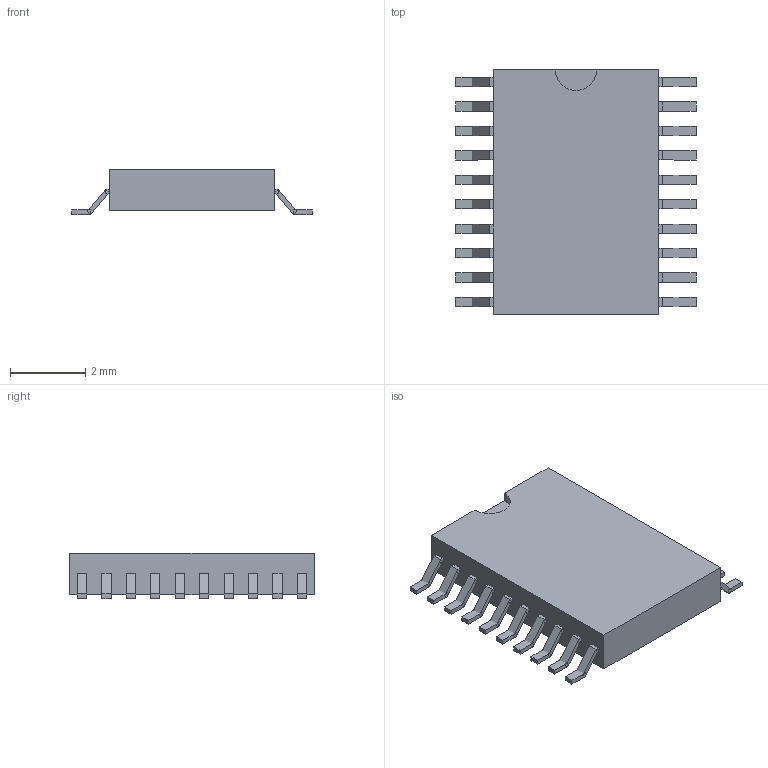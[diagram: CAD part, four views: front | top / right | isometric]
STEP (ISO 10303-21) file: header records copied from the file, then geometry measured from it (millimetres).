
FILE_DESCRIPTION(('FreeCAD Model'),'2;1');
FILE_NAME('PCM5102APWR','2017-08-07T09:41:22',( 'Author'),('SamacSys'),'','','Unknown' );
FILE_SCHEMA(('AUTOMOTIVE_DESIGN_CC2 { 1 2 10303 214 -1 1 5 4 }'));
Length unit declared in the file: millimetre
Products named in the file (62): ASSEMBLY; Pin1Ident; Leg0012; Foot0013; Foot0010; Leg0010; Shoulder0014; Shoulder0012; Shoulder0011; Foot0011; Leg0011; Foot0012; Shoulder0013; Leg0013; Leg0014; Foot0014; Leg0008; Foot0008; Leg0009; Shoulder0009; Foot0009; Shoulder0010; Foot0003; Shoulder0004; Foot0004; Shoulder0005; Leg0004; Leg0003; Leg0005; Foot0005; Shoulder0006; Leg0006; Foot0006; Shoulder0007; Shoulder0008; Leg0007; Foot0007; Foot0001; Leg0001; Shoulder0001 ...
Assembly tree (61 placements, depth 2):
  ASSEMBLY
    Pin1Ident
    Leg0012
    Foot0013
    Foot0010
    Leg0010
    Shoulder0014
    Shoulder0012
    Shoulder0011
    Foot0011
    Leg0011
    Foot0012
    Shoulder0013
    Leg0013
    Leg0014
    Foot0014
    Leg0008
    Foot0008
    Leg0009
    Shoulder0009
    Foot0009
    Shoulder0010
    Foot0003
    Shoulder0004
    Foot0004
    Shoulder0005
    Leg0004
    Leg0003
    Leg0005
    Foot0005
    Shoulder0006
    Leg0006
    Foot0006
    Shoulder0007
    Shoulder0008
    Leg0007
    Foot0007
    Foot0001
    Leg0001
    Shoulder0001
    Shoulder0002
    Foot0002
    Leg0002
    Shoulder0003
    Shoulder0066
    Foot0066
    Leg0066
    Foot0065
    Shoulder0062
    Leg0062
    Shoulder0065
    Foot0063
    Leg0065
    Shoulder0064
    Leg0064
    Foot0061
    Shoulder0061
    Foot0062
    Shoulder0063
    Leg0063
Bounding box: 6.4 x 6.5 x 1.2 mm (x, y, z)
Volume: 32.2 mm3; surface area: 105.1 mm2
Topology: 61 solids, 61 shells, 368 faces, 738 edges, 492 vertices
Faces by surface type: plane 367, cylinder 1
Entity records: 20537 total; most frequent: CARTESIAN_POINT 3146, DIRECTION 3071, LINE 2206, VECTOR 2206, ORIENTED_EDGE 1476, PCURVE 1476, DEFINITIONAL_REPRESENTATION 1476, EDGE_CURVE 738
